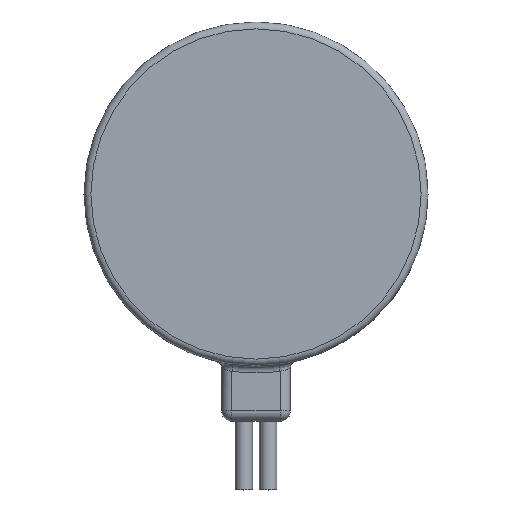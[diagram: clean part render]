
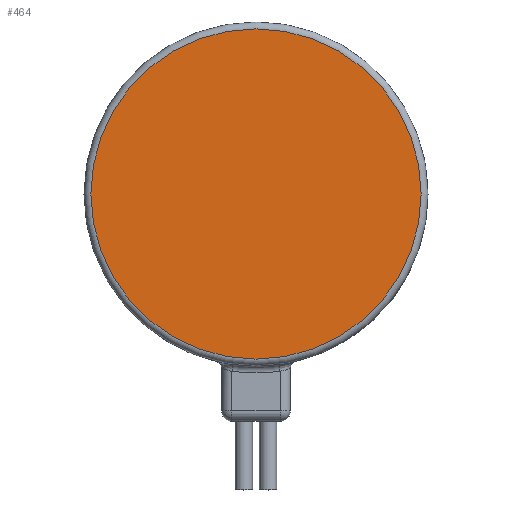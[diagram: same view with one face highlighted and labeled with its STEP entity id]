
A CAD part, top view. The second image highlights one B-rep face of the part: STEP entity #464.
In plain terms, the highlighted planar face has unit normal (0, 0, 1).
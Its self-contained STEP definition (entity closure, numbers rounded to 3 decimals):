
#45=PLANE('',#531);
#67=FACE_OUTER_BOUND('',#101,.T.);
#101=EDGE_LOOP('',(#385));
#133=CIRCLE('',#526,4.8);
#234=VERTEX_POINT('',#789);
#283=EDGE_CURVE('',#234,#234,#133,.T.);
#385=ORIENTED_EDGE('',*,*,#283,.F.);
#464=ADVANCED_FACE('',(#67),#45,.T.);
#526=AXIS2_PLACEMENT_3D('',#790,#638,#639);
#531=AXIS2_PLACEMENT_3D('',#811,#650,#651);
#638=DIRECTION('center_axis',(0.,0.,-1.));
#639=DIRECTION('ref_axis',(1.,0.,0.));
#650=DIRECTION('center_axis',(0.,0.,1.));
#651=DIRECTION('ref_axis',(1.,0.,0.));
#789=CARTESIAN_POINT('',(-4.8,0.,3.));
#790=CARTESIAN_POINT('Origin',(0.,0.,3.));
#811=CARTESIAN_POINT('Origin',(0.,0.,3.));
